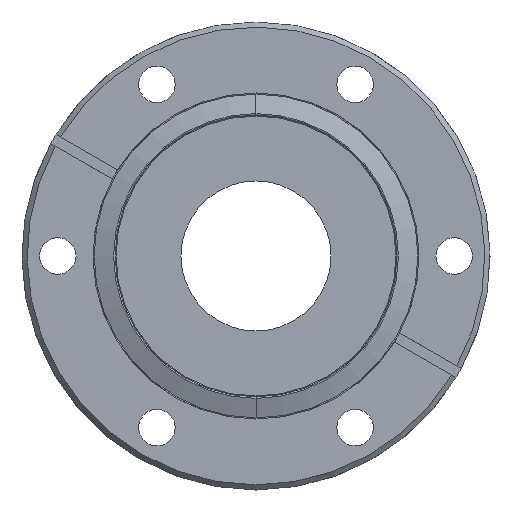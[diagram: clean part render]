
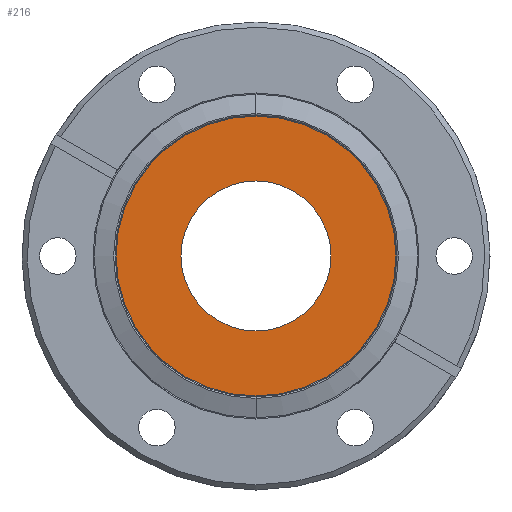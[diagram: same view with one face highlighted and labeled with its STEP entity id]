
A CAD part, left-side view. The second image highlights one B-rep face of the part: STEP entity #216.
In plain terms, the highlighted planar face has unit normal (-1, 0, 0).
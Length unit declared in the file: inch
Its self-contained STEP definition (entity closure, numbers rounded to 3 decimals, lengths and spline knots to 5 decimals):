
#98 = PLANE ( 'NONE',  #414 ) ;
#116 = AXIS2_PLACEMENT_3D ( 'NONE', #1167, #1545, #291 ) ;
#139 = EDGE_LOOP ( 'NONE', ( #479, #965 ) ) ;
#202 = CIRCLE ( 'NONE', #822, 0.4375 ) ;
#216 = ADVANCED_FACE ( 'NONE', ( #831, #1599 ), #98, .F. ) ;
#237 = CARTESIAN_POINT ( 'NONE',  ( 0.051, 0., 0.4375 ) ) ;
#247 = VERTEX_POINT ( 'NONE', #941 ) ;
#254 = DIRECTION ( 'NONE',  ( 0., 0., -1. ) ) ;
#291 = DIRECTION ( 'NONE',  ( 0., 0., 1. ) ) ;
#307 = ORIENTED_EDGE ( 'NONE', *, *, #1568, .T. ) ;
#324 = VERTEX_POINT ( 'NONE', #237 ) ;
#358 = DIRECTION ( 'NONE',  ( 0., 0., 1. ) ) ;
#414 = AXIS2_PLACEMENT_3D ( 'NONE', #584, #726, #608 ) ;
#479 = ORIENTED_EDGE ( 'NONE', *, *, #1553, .F. ) ;
#494 = CARTESIAN_POINT ( 'NONE',  ( 0.051, 0., -0.4375 ) ) ;
#520 = EDGE_CURVE ( 'NONE', #1219, #324, #720, .T. ) ;
#546 = CARTESIAN_POINT ( 'NONE',  ( 0.051, 0., 0. ) ) ;
#584 = CARTESIAN_POINT ( 'NONE',  ( 0.051, 0.82059, 0. ) ) ;
#608 = DIRECTION ( 'NONE',  ( 0., 0., -1. ) ) ;
#617 = AXIS2_PLACEMENT_3D ( 'NONE', #1620, #1517, #254 ) ;
#720 = CIRCLE ( 'NONE', #116, 0.4375 ) ;
#726 = DIRECTION ( 'NONE',  ( 1., 0., 0. ) ) ;
#822 = AXIS2_PLACEMENT_3D ( 'NONE', #1593, #1489, #358 ) ;
#831 = FACE_OUTER_BOUND ( 'NONE', #1258, .T. ) ;
#883 = AXIS2_PLACEMENT_3D ( 'NONE', #546, #954, #1222 ) ;
#910 = CIRCLE ( 'NONE', #883, 0.8164 ) ;
#941 = CARTESIAN_POINT ( 'NONE',  ( 0.051, 0., -0.8164 ) ) ;
#954 = DIRECTION ( 'NONE',  ( -1., 0., 0. ) ) ;
#965 = ORIENTED_EDGE ( 'NONE', *, *, #520, .F. ) ;
#984 = EDGE_CURVE ( 'NONE', #247, #1358, #910, .T. ) ;
#1106 = CIRCLE ( 'NONE', #617, 0.8164 ) ;
#1167 = CARTESIAN_POINT ( 'NONE',  ( 0.051, 0., 0. ) ) ;
#1219 = VERTEX_POINT ( 'NONE', #494 ) ;
#1222 = DIRECTION ( 'NONE',  ( 0., 0., -1. ) ) ;
#1258 = EDGE_LOOP ( 'NONE', ( #1487, #307 ) ) ;
#1358 = VERTEX_POINT ( 'NONE', #1446 ) ;
#1446 = CARTESIAN_POINT ( 'NONE',  ( 0.051, 0., 0.8164 ) ) ;
#1487 = ORIENTED_EDGE ( 'NONE', *, *, #984, .T. ) ;
#1489 = DIRECTION ( 'NONE',  ( -1., 0., 0. ) ) ;
#1517 = DIRECTION ( 'NONE',  ( -1., 0., 0. ) ) ;
#1545 = DIRECTION ( 'NONE',  ( -1., 0., 0. ) ) ;
#1553 = EDGE_CURVE ( 'NONE', #324, #1219, #202, .T. ) ;
#1568 = EDGE_CURVE ( 'NONE', #1358, #247, #1106, .T. ) ;
#1593 = CARTESIAN_POINT ( 'NONE',  ( 0.051, 0., 0. ) ) ;
#1599 = FACE_BOUND ( 'NONE', #139, .T. ) ;
#1620 = CARTESIAN_POINT ( 'NONE',  ( 0.051, 0., 0. ) ) ;
